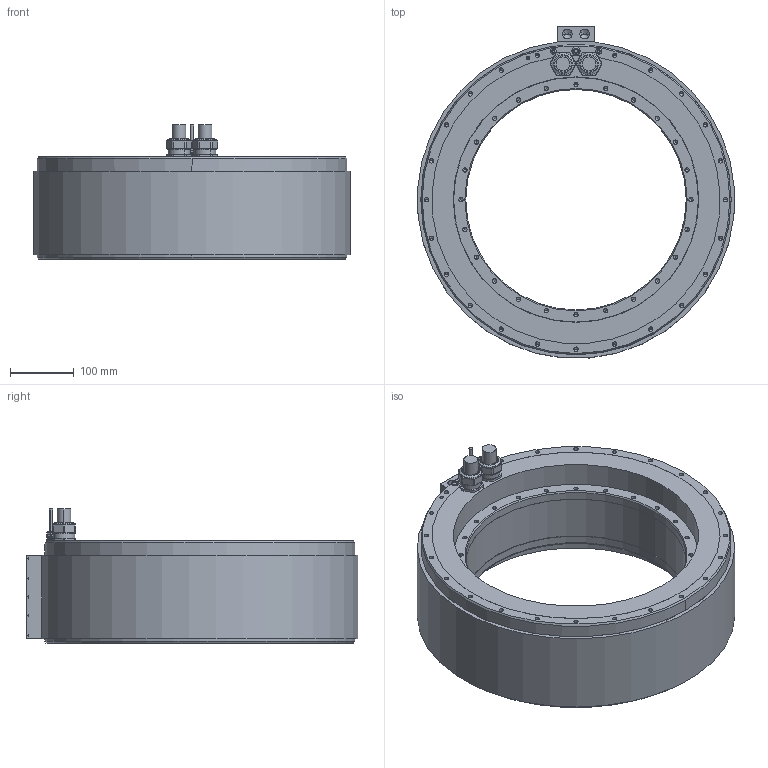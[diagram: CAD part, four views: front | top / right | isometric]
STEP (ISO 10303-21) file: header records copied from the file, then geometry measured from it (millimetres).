
FILE_DESCRIPTION((''),'2;1');
FILE_NAME('1220109-31_ASM','2018-10-22T',('CH5533'),(''),'PRO/ENGINEER BY PARAMETRIC TECHNOLOGY CORPORATION, 2014000','PRO/ENGINEER BY PARAMETRIC TECHNOLOGY CORPORATION, 2014000','');
FILE_SCHEMA(('CONFIG_CONTROL_DESIGN'));
Length unit declared in the file: millimetre
Products named in the file (3): PRT0001; PRT0002; 1220109-31_ASM
Assembly tree (2 placements, depth 2):
  1220109-31_ASM
    PRT0001
    PRT0002
Bounding box: 495.78 x 519.32 x 209.7 mm (x, y, z)
Volume: 14547358.9 mm3; surface area: 948689.2 mm2
Topology: 2 solids, 23 shells, 1009 faces, 2424 edges, 1424 vertices
Faces by surface type: cylinder 442, cone 254, plane 241, torus 68, sphere 4
Entity records: 31716 total; most frequent: DIRECTION 5366, CARTESIAN_POINT 4821, ORIENTED_EDGE 4452, EDGE_CURVE 2226, AXIS2_PLACEMENT_3D 2168, VERTEX_POINT 1424, EDGE_LOOP 1212, CIRCLE 1154
